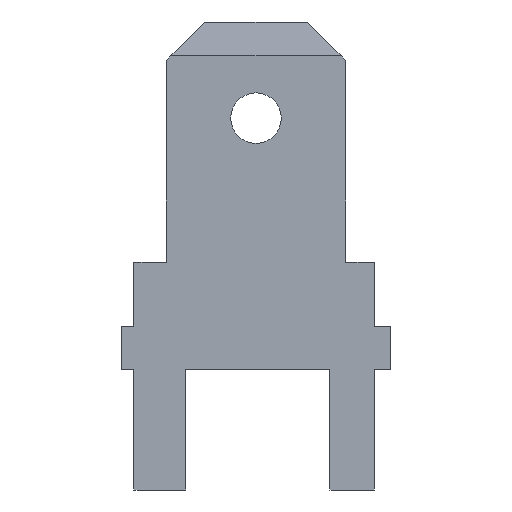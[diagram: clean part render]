
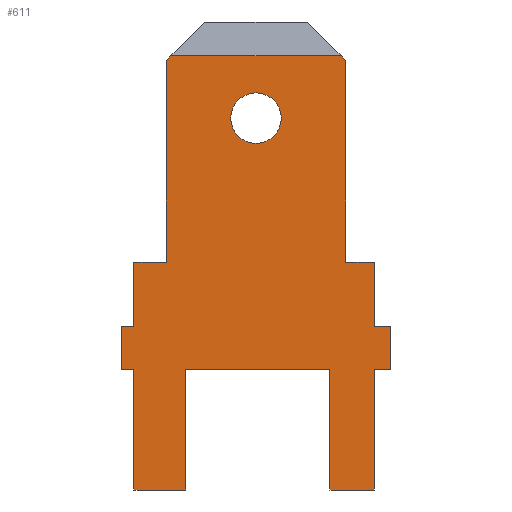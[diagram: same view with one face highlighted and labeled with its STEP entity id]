
A CAD part, front view. The second image highlights one B-rep face of the part: STEP entity #611.
In plain terms, the highlighted planar face has unit normal (0, -1, 0).
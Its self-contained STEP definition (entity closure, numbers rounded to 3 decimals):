
#134=CARTESIAN_POINT('',(0.,0.,-2.54));
#135=DIRECTION('',(0.,-1.,0.));
#136=DIRECTION('',(1.,0.,0.));
#137=AXIS2_PLACEMENT_3D('',#134,#135,#136);
#139=CARTESIAN_POINT('',(0.,0.,-2.54));
#140=DIRECTION('',(0.,-1.,0.));
#141=DIRECTION('',(-1.,0.,0.));
#142=AXIS2_PLACEMENT_3D('',#139,#140,#141);
#144=DIRECTION('',(-1.,0.,0.));
#145=VECTOR('',#144,4.496);
#146=CARTESIAN_POINT('',(2.248,0.,-0.889));
#147=LINE('',#146,#145);
#148=DIRECTION('',(-0.707,0.,0.707));
#149=VECTOR('',#148,0.18);
#150=CARTESIAN_POINT('',(2.375,0.,-1.016));
#151=LINE('',#150,#149);
#152=DIRECTION('',(0.,0.,1.));
#153=VECTOR('',#152,5.334);
#154=CARTESIAN_POINT('',(2.375,0.,-6.35));
#155=LINE('',#154,#153);
#156=DIRECTION('',(-1.,0.,0.));
#157=VECTOR('',#156,0.749);
#158=CARTESIAN_POINT('',(3.124,0.,-6.35));
#159=LINE('',#158,#157);
#160=DIRECTION('',(0.,0.,1.));
#161=VECTOR('',#160,1.702);
#162=CARTESIAN_POINT('',(3.124,0.,-8.052));
#163=LINE('',#162,#161);
#164=DIRECTION('',(-1.,0.,0.));
#165=VECTOR('',#164,0.432);
#166=CARTESIAN_POINT('',(3.556,0.,-8.052));
#167=LINE('',#166,#165);
#168=DIRECTION('',(0.,0.,1.));
#169=VECTOR('',#168,1.143);
#170=CARTESIAN_POINT('',(3.556,0.,-9.195));
#171=LINE('',#170,#169);
#172=DIRECTION('',(1.,0.,0.));
#173=VECTOR('',#172,0.432);
#174=CARTESIAN_POINT('',(3.124,0.,-9.195));
#175=LINE('',#174,#173);
#176=DIRECTION('',(0.,0.,1.));
#177=VECTOR('',#176,3.175);
#178=CARTESIAN_POINT('',(3.124,0.,-12.37));
#179=LINE('',#178,#177);
#180=DIRECTION('',(1.,0.,0.));
#181=VECTOR('',#180,1.168);
#182=CARTESIAN_POINT('',(1.956,0.,-12.37));
#183=LINE('',#182,#181);
#184=DIRECTION('',(0.,0.,-1.));
#185=VECTOR('',#184,3.175);
#186=CARTESIAN_POINT('',(1.956,0.,-9.195));
#187=LINE('',#186,#185);
#188=DIRECTION('',(1.,0.,0.));
#189=VECTOR('',#188,3.81);
#190=CARTESIAN_POINT('',(-1.854,0.,-9.195));
#191=LINE('',#190,#189);
#192=DIRECTION('',(0.,0.,1.));
#193=VECTOR('',#192,3.175);
#194=CARTESIAN_POINT('',(-1.854,0.,-12.37));
#195=LINE('',#194,#193);
#196=DIRECTION('',(1.,0.,0.));
#197=VECTOR('',#196,1.372);
#198=CARTESIAN_POINT('',(-3.226,0.,-12.37));
#199=LINE('',#198,#197);
#200=DIRECTION('',(0.,0.,-1.));
#201=VECTOR('',#200,3.175);
#202=CARTESIAN_POINT('',(-3.226,0.,-9.195));
#203=LINE('',#202,#201);
#204=DIRECTION('',(1.,0.,0.));
#205=VECTOR('',#204,0.33);
#206=CARTESIAN_POINT('',(-3.556,0.,-9.195));
#207=LINE('',#206,#205);
#208=DIRECTION('',(0.,0.,-1.));
#209=VECTOR('',#208,1.143);
#210=CARTESIAN_POINT('',(-3.556,0.,-8.052));
#211=LINE('',#210,#209);
#212=DIRECTION('',(-1.,0.,0.));
#213=VECTOR('',#212,0.33);
#214=CARTESIAN_POINT('',(-3.226,0.,-8.052));
#215=LINE('',#214,#213);
#216=DIRECTION('',(0.,0.,-1.));
#217=VECTOR('',#216,1.702);
#218=CARTESIAN_POINT('',(-3.226,0.,-6.35));
#219=LINE('',#218,#217);
#220=DIRECTION('',(-1.,0.,0.));
#221=VECTOR('',#220,0.851);
#222=CARTESIAN_POINT('',(-2.375,0.,-6.35));
#223=LINE('',#222,#221);
#224=DIRECTION('',(0.,0.,-1.));
#225=VECTOR('',#224,5.334);
#226=CARTESIAN_POINT('',(-2.375,0.,-1.016));
#227=LINE('',#226,#225);
#228=DIRECTION('',(-0.707,0.,-0.707));
#229=VECTOR('',#228,0.18);
#230=CARTESIAN_POINT('',(-2.248,0.,-0.889));
#231=LINE('',#230,#229);
#450=CARTESIAN_POINT('',(2.375,0.,-6.35));
#451=CARTESIAN_POINT('',(2.375,0.,-1.016));
#452=VERTEX_POINT('',#450);
#453=VERTEX_POINT('',#451);
#454=CARTESIAN_POINT('',(3.124,0.,-6.35));
#455=VERTEX_POINT('',#454);
#456=CARTESIAN_POINT('',(3.124,0.,-8.052));
#457=VERTEX_POINT('',#456);
#458=CARTESIAN_POINT('',(3.556,0.,-8.052));
#459=VERTEX_POINT('',#458);
#460=CARTESIAN_POINT('',(3.556,0.,-9.195));
#461=VERTEX_POINT('',#460);
#462=CARTESIAN_POINT('',(3.124,0.,-9.195));
#463=VERTEX_POINT('',#462);
#464=CARTESIAN_POINT('',(3.124,0.,-12.37));
#465=VERTEX_POINT('',#464);
#466=CARTESIAN_POINT('',(1.956,0.,-12.37));
#467=VERTEX_POINT('',#466);
#468=CARTESIAN_POINT('',(1.956,0.,-9.195));
#469=VERTEX_POINT('',#468);
#470=CARTESIAN_POINT('',(-1.854,0.,-9.195));
#471=VERTEX_POINT('',#470);
#472=CARTESIAN_POINT('',(-3.226,0.,-12.37));
#473=CARTESIAN_POINT('',(-1.854,0.,-12.37));
#474=VERTEX_POINT('',#472);
#475=VERTEX_POINT('',#473);
#476=CARTESIAN_POINT('',(-3.556,0.,-9.195));
#477=CARTESIAN_POINT('',(-3.226,0.,-9.195));
#478=VERTEX_POINT('',#476);
#479=VERTEX_POINT('',#477);
#480=CARTESIAN_POINT('',(-3.556,0.,-8.052));
#481=VERTEX_POINT('',#480);
#482=CARTESIAN_POINT('',(-3.226,0.,-8.052));
#483=VERTEX_POINT('',#482);
#484=CARTESIAN_POINT('',(-3.226,0.,-6.35));
#485=VERTEX_POINT('',#484);
#486=CARTESIAN_POINT('',(-2.375,0.,-6.35));
#487=VERTEX_POINT('',#486);
#488=CARTESIAN_POINT('',(-2.375,0.,-1.016));
#489=VERTEX_POINT('',#488);
#531=CARTESIAN_POINT('',(2.248,0.,-0.889));
#533=VERTEX_POINT('',#531);
#536=CARTESIAN_POINT('',(-2.248,0.,-0.889));
#537=VERTEX_POINT('',#536);
#546=CARTESIAN_POINT('',(0.667,0.,-2.54));
#547=CARTESIAN_POINT('',(-0.667,0.,-2.54));
#548=VERTEX_POINT('',#546);
#549=VERTEX_POINT('',#547);
#554=CARTESIAN_POINT('',(0.,0.,0.));
#555=DIRECTION('',(0.,1.,0.));
#556=DIRECTION('',(1.,0.,0.));
#557=AXIS2_PLACEMENT_3D('',#554,#555,#556);
#558=PLANE('',#557);
#560=ORIENTED_EDGE('',*,*,#559,.F.);
#562=ORIENTED_EDGE('',*,*,#561,.F.);
#564=ORIENTED_EDGE('',*,*,#563,.F.);
#566=ORIENTED_EDGE('',*,*,#565,.F.);
#568=ORIENTED_EDGE('',*,*,#567,.F.);
#570=ORIENTED_EDGE('',*,*,#569,.F.);
#572=ORIENTED_EDGE('',*,*,#571,.F.);
#574=ORIENTED_EDGE('',*,*,#573,.F.);
#576=ORIENTED_EDGE('',*,*,#575,.F.);
#578=ORIENTED_EDGE('',*,*,#577,.F.);
#580=ORIENTED_EDGE('',*,*,#579,.F.);
#582=ORIENTED_EDGE('',*,*,#581,.F.);
#584=ORIENTED_EDGE('',*,*,#583,.F.);
#586=ORIENTED_EDGE('',*,*,#585,.F.);
#588=ORIENTED_EDGE('',*,*,#587,.F.);
#590=ORIENTED_EDGE('',*,*,#589,.F.);
#592=ORIENTED_EDGE('',*,*,#591,.F.);
#594=ORIENTED_EDGE('',*,*,#593,.F.);
#596=ORIENTED_EDGE('',*,*,#595,.F.);
#598=ORIENTED_EDGE('',*,*,#597,.F.);
#600=ORIENTED_EDGE('',*,*,#599,.F.);
#602=ORIENTED_EDGE('',*,*,#601,.F.);
#603=EDGE_LOOP('',(#560,#562,#564,#566,#568,#570,#572,#574,#576,#578,#580,#582,
#584,#586,#588,#590,#592,#594,#596,#598,#600,#602));
#604=FACE_OUTER_BOUND('',#603,.F.);
#606=ORIENTED_EDGE('',*,*,#605,.T.);
#608=ORIENTED_EDGE('',*,*,#607,.T.);
#609=EDGE_LOOP('',(#606,#608));
#610=FACE_BOUND('',#609,.F.);
#138=CIRCLE('',#137,0.667);
#143=CIRCLE('',#142,0.667);
#559=EDGE_CURVE('',#533,#537,#147,.T.);
#561=EDGE_CURVE('',#453,#533,#151,.T.);
#563=EDGE_CURVE('',#452,#453,#155,.T.);
#565=EDGE_CURVE('',#455,#452,#159,.T.);
#567=EDGE_CURVE('',#457,#455,#163,.T.);
#569=EDGE_CURVE('',#459,#457,#167,.T.);
#571=EDGE_CURVE('',#461,#459,#171,.T.);
#573=EDGE_CURVE('',#463,#461,#175,.T.);
#575=EDGE_CURVE('',#465,#463,#179,.T.);
#577=EDGE_CURVE('',#467,#465,#183,.T.);
#579=EDGE_CURVE('',#469,#467,#187,.T.);
#581=EDGE_CURVE('',#471,#469,#191,.T.);
#583=EDGE_CURVE('',#475,#471,#195,.T.);
#585=EDGE_CURVE('',#474,#475,#199,.T.);
#587=EDGE_CURVE('',#479,#474,#203,.T.);
#589=EDGE_CURVE('',#478,#479,#207,.T.);
#591=EDGE_CURVE('',#481,#478,#211,.T.);
#593=EDGE_CURVE('',#483,#481,#215,.T.);
#595=EDGE_CURVE('',#485,#483,#219,.T.);
#597=EDGE_CURVE('',#487,#485,#223,.T.);
#599=EDGE_CURVE('',#489,#487,#227,.T.);
#601=EDGE_CURVE('',#537,#489,#231,.T.);
#605=EDGE_CURVE('',#548,#549,#138,.T.);
#607=EDGE_CURVE('',#549,#548,#143,.T.);
#611=ADVANCED_FACE('',(#604,#610),#558,.F.);
